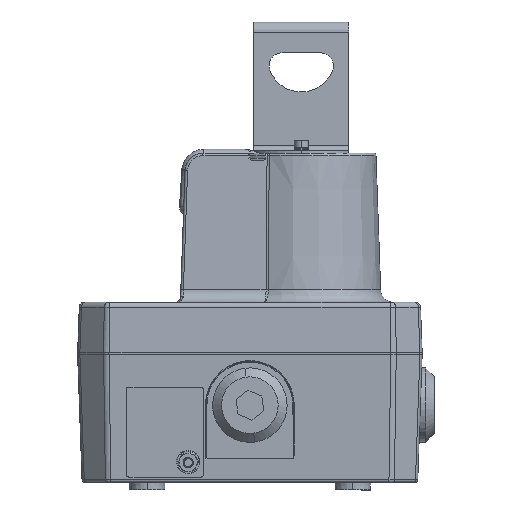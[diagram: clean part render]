
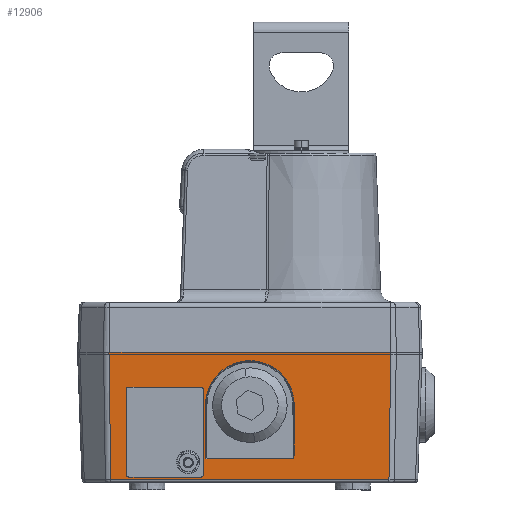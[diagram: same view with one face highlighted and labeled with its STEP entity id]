
A CAD part, left-side view. The second image highlights one B-rep face of the part: STEP entity #12906.
In plain terms, the highlighted planar face has unit normal (-0.999, 0, -0.035).
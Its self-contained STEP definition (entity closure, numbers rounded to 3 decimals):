
#326 = DIRECTION ( 'NONE',  ( 0., -1., 0. ) ) ;
#537 = CARTESIAN_POINT ( 'NONE',  ( -66.477, -16.544, 35.025 ) ) ;
#589 = EDGE_CURVE ( 'NONE', #32836, #38094, #1922, .T. ) ;
#756 = CARTESIAN_POINT ( 'NONE',  ( -66.755, 11.408, 42.995 ) ) ;
#1922 =( BOUNDED_CURVE ( )  B_SPLINE_CURVE ( 3, ( #7520, #24933, #34165, #3495 ),
 .UNSPECIFIED., .F., .T. ) 
 B_SPLINE_CURVE_WITH_KNOTS ( ( 4, 4 ),
 ( 5.105, 6.283 ),
 .UNSPECIFIED. ) 
 CURVE ( )  GEOMETRIC_REPRESENTATION_ITEM ( )  RATIONAL_B_SPLINE_CURVE ( ( 1., 0.888, 0.888, 1. ) ) 
 REPRESENTATION_ITEM ( '' )  );
#2155 = CARTESIAN_POINT ( 'NONE',  ( -66.755, -11.408, 42.995 ) ) ;
#2670 = EDGE_CURVE ( 'NONE', #9452, #25970, #28077, .T. ) ;
#2879 = VECTOR ( 'NONE', #19087, 1000. ) ;
#2890 = VERTEX_POINT ( 'NONE', #37941 ) ;
#3458 = CARTESIAN_POINT ( 'NONE',  ( -66.727, 12.295, 42.175 ) ) ;
#3495 = CARTESIAN_POINT ( 'NONE',  ( -65.571, -17.068, 9.087 ) ) ;
#3868 = CARTESIAN_POINT ( 'NONE',  ( -66.312, 17.252, 30.295 ) ) ;
#3996 = CARTESIAN_POINT ( 'NONE',  ( -65.288, -54.085, 0.965 ) ) ;
#4090 = CARTESIAN_POINT ( 'NONE',  ( -66.312, -17.252, 30.295 ) ) ;
#4309 = CARTESIAN_POINT ( 'NONE',  ( -66.593, -15.183, 38.356 ) ) ;
#4636 = AXIS2_PLACEMENT_3D ( 'NONE', #25670, #39379, #42543 ) ;
#6835 = CARTESIAN_POINT ( 'NONE',  ( -66.517, 16.186, 36.178 ) ) ;
#6901 = ORIENTED_EDGE ( 'NONE', *, *, #589, .T. ) ;
#7270 = CARTESIAN_POINT ( 'NONE',  ( -65.571, 17.318, 9.087 ) ) ;
#7474 = VERTEX_POINT ( 'NONE', #10652 ) ;
#7520 = CARTESIAN_POINT ( 'NONE',  ( -66.312, -17.252, 30.295 ) ) ;
#7975 = ORIENTED_EDGE ( 'NONE', *, *, #31255, .T. ) ;
#8622 = CARTESIAN_POINT ( 'NONE',  ( -66.755, 11.408, 42.995 ) ) ;
#9045 = EDGE_LOOP ( 'NONE', ( #7975, #21641, #6901, #21857, #13547, #15970 ) ) ;
#9281 = CARTESIAN_POINT ( 'NONE',  ( -66.965, 4.557, 49.005 ) ) ;
#9452 = VERTEX_POINT ( 'NONE', #3996 ) ;
#10652 = CARTESIAN_POINT ( 'NONE',  ( -67.017, 54.802, 50.5 ) ) ;
#10824 = CARTESIAN_POINT ( 'NONE',  ( -66.312, 17.252, 30.295 ) ) ;
#10825 = CARTESIAN_POINT ( 'NONE',  ( -66.354, 17.239, 31.501 ) ) ;
#11032 = CARTESIAN_POINT ( 'NONE',  ( -66.629, -14.573, 39.384 ) ) ;
#11355 = FACE_BOUND ( 'NONE', #9045, .T. ) ;
#11975 = CARTESIAN_POINT ( 'NONE',  ( -66.965, -4.557, 49.005 ) ) ;
#12183 = EDGE_CURVE ( 'NONE', #25174, #32836, #33081, .T. ) ;
#12625 = CARTESIAN_POINT ( 'NONE',  ( -66.312, -17.252, 30.295 ) ) ;
#12906 = ADVANCED_FACE ( 'NONE', ( #11355, #28590 ), #42760, .T. ) ;
#13547 = ORIENTED_EDGE ( 'NONE', *, *, #40800, .T. ) ;
#13762 = LINE ( 'NONE', #24013, #39531 ) ;
#14404 = CARTESIAN_POINT ( 'NONE',  ( -66.697, -13.132, 41.316 ) ) ;
#14656 = CARTESIAN_POINT ( 'NONE',  ( -67.001, -54.795, 50.018 ) ) ;
#14765 = VERTEX_POINT ( 'NONE', #16940 ) ;
#14848 = LINE ( 'NONE', #42672, #2879 ) ;
#14885 = EDGE_CURVE ( 'NONE', #38094, #20971, #28789, .T. ) ;
#15772 = CARTESIAN_POINT ( 'NONE',  ( -66.755, -11.408, 42.995 ) ) ;
#15970 = ORIENTED_EDGE ( 'NONE', *, *, #24386, .T. ) ;
#16940 = CARTESIAN_POINT ( 'NONE',  ( -66.755, 11.408, 42.995 ) ) ;
#17100 = CARTESIAN_POINT ( 'NONE',  ( -66.741, 11.862, 42.597 ) ) ;
#17294 = CARTESIAN_POINT ( 'NONE',  ( -67.017, -54.802, 50.5 ) ) ;
#17550 = CARTESIAN_POINT ( 'NONE',  ( -66.478, 16.57, 35.047 ) ) ;
#17613 = ORIENTED_EDGE ( 'NONE', *, *, #2670, .T. ) ;
#17964 = CARTESIAN_POINT ( 'NONE',  ( -66.728, -12.316, 42.199 ) ) ;
#18218 = ORIENTED_EDGE ( 'NONE', *, *, #30500, .F. ) ;
#18687 = CARTESIAN_POINT ( 'NONE',  ( -66.944, 54.772, 48.399 ) ) ;
#19087 = DIRECTION ( 'NONE',  ( 0., -1., 0. ) ) ;
#19498 = VECTOR ( 'NONE', #39766, 1000. ) ;
#20668 = CARTESIAN_POINT ( 'NONE',  ( -66.312, 17.252, 30.295 ) ) ;
#20883 = CARTESIAN_POINT ( 'NONE',  ( -66.664, 13.875, 40.372 ) ) ;
#20971 = VERTEX_POINT ( 'NONE', #27277 ) ;
#21169 = B_SPLINE_CURVE_WITH_KNOTS ( 'NONE', 3,
 ( #20668, #10825, #31207, #17550, #6835, #41545, #27402, #34572, #20883, #38195, #3458, #17100, #756 ),
 .UNSPECIFIED., .F., .F.,
 ( 4, 2, 2, 2, 1, 2, 4 ),
 ( 0., 0.004, 0.007, 0.009, 0.011, 0.013, 0.014 ),
 .UNSPECIFIED. ) ;
#21641 = ORIENTED_EDGE ( 'NONE', *, *, #12183, .T. ) ;
#21857 = ORIENTED_EDGE ( 'NONE', *, *, #14885, .T. ) ;
#22698 = CARTESIAN_POINT ( 'NONE',  ( -65.571, -56.037, 9.087 ) ) ;
#24013 = CARTESIAN_POINT ( 'NONE',  ( -67.017, 0., 50.5 ) ) ;
#24386 = EDGE_CURVE ( 'NONE', #37860, #14765, #21169, .T. ) ;
#24933 = CARTESIAN_POINT ( 'NONE',  ( -65.849, -17.387, 17.051 ) ) ;
#25174 = VERTEX_POINT ( 'NONE', #2155 ) ;
#25670 = CARTESIAN_POINT ( 'NONE',  ( -67., -56.037, 50. ) ) ;
#25970 = VERTEX_POINT ( 'NONE', #17294 ) ;
#26076 = DIRECTION ( 'NONE',  ( 0., 1., 0. ) ) ;
#27277 = CARTESIAN_POINT ( 'NONE',  ( -65.571, 17.068, 9.087 ) ) ;
#27392 = CARTESIAN_POINT ( 'NONE',  ( -66.396, -17.068, 32.694 ) ) ;
#27402 = CARTESIAN_POINT ( 'NONE',  ( -66.593, 15.153, 38.346 ) ) ;
#27820 = CARTESIAN_POINT ( 'NONE',  ( -66.333, -17.246, 30.898 ) ) ;
#28077 = LINE ( 'NONE', #14656, #39264 ) ;
#28590 = FACE_OUTER_BOUND ( 'NONE', #41182, .T. ) ;
#28789 = LINE ( 'NONE', #22698, #39494 ) ;
#29463 = ORIENTED_EDGE ( 'NONE', *, *, #40835, .T. ) ;
#29656 = LINE ( 'NONE', #18687, #19498 ) ;
#30500 = EDGE_CURVE ( 'NONE', #7474, #25970, #13762, .T. ) ;
#31207 = CARTESIAN_POINT ( 'NONE',  ( -66.396, 17.1, 32.695 ) ) ;
#31255 = EDGE_CURVE ( 'NONE', #14765, #25174, #32663, .T. ) ;
#31293 = EDGE_CURVE ( 'NONE', #7474, #2890, #29656, .T. ) ;
#32663 =( BOUNDED_CURVE ( )  B_SPLINE_CURVE ( 3, ( #8622, #9281, #11975, #15772 ),
 .UNSPECIFIED., .F., .T. ) 
 B_SPLINE_CURVE_WITH_KNOTS ( ( 4, 4 ),
 ( 2.422, 3.862 ),
 .UNSPECIFIED. ) 
 CURVE ( )  GEOMETRIC_REPRESENTATION_ITEM ( )  RATIONAL_B_SPLINE_CURVE ( ( 1., 0.835, 0.835, 1. ) ) 
 REPRESENTATION_ITEM ( '' )  );
#32836 = VERTEX_POINT ( 'NONE', #12625 ) ;
#32883 =( BOUNDED_CURVE ( )  B_SPLINE_CURVE ( 3, ( #37967, #7270, #41544, #10824 ),
 .UNSPECIFIED., .F., .T. ) 
 B_SPLINE_CURVE_WITH_KNOTS ( ( 4, 4 ),
 ( 3.141, 4.319 ),
 .UNSPECIFIED. ) 
 CURVE ( )  GEOMETRIC_REPRESENTATION_ITEM ( )  RATIONAL_B_SPLINE_CURVE ( ( 1., 0.888, 0.888, 1. ) ) 
 REPRESENTATION_ITEM ( '' )  );
#33081 = B_SPLINE_CURVE_WITH_KNOTS ( 'NONE', 3,
 ( #34342, #17964, #14404, #11032, #4309, #41759, #38187, #537, #37513, #27392, #34128, #27820, #4090 ),
 .UNSPECIFIED., .F., .F.,
 ( 4, 2, 2, 2, 1, 2, 4 ),
 ( 0., 0.004, 0.007, 0.009, 0.011, 0.013, 0.014 ),
 .UNSPECIFIED. ) ;
#34128 = CARTESIAN_POINT ( 'NONE',  ( -66.354, -17.207, 31.501 ) ) ;
#34165 = CARTESIAN_POINT ( 'NONE',  ( -65.571, -17.318, 9.087 ) ) ;
#34342 = CARTESIAN_POINT ( 'NONE',  ( -66.755, -11.408, 42.995 ) ) ;
#34572 = CARTESIAN_POINT ( 'NONE',  ( -66.629, 14.539, 39.378 ) ) ;
#35892 = CARTESIAN_POINT ( 'NONE',  ( -65.571, -17.068, 9.087 ) ) ;
#37344 = ORIENTED_EDGE ( 'NONE', *, *, #31293, .T. ) ;
#37513 = CARTESIAN_POINT ( 'NONE',  ( -66.437, -16.867, 33.873 ) ) ;
#37860 = VERTEX_POINT ( 'NONE', #3868 ) ;
#37941 = CARTESIAN_POINT ( 'NONE',  ( -65.288, 54.085, 0.965 ) ) ;
#37967 = CARTESIAN_POINT ( 'NONE',  ( -65.571, 17.068, 9.087 ) ) ;
#38094 = VERTEX_POINT ( 'NONE', #35892 ) ;
#38187 = CARTESIAN_POINT ( 'NONE',  ( -66.517, -16.159, 36.162 ) ) ;
#38195 = CARTESIAN_POINT ( 'NONE',  ( -66.696, 13.11, 41.292 ) ) ;
#38655 = DIRECTION ( 'NONE',  ( -0.035, -0.014, 0.999 ) ) ;
#39264 = VECTOR ( 'NONE', #38655, 1000. ) ;
#39379 = DIRECTION ( 'NONE',  ( -0.999, 0., -0.035 ) ) ;
#39494 = VECTOR ( 'NONE', #26076, 1000. ) ;
#39531 = VECTOR ( 'NONE', #326, 1000. ) ;
#39766 = DIRECTION ( 'NONE',  ( 0.035, -0.014, -0.999 ) ) ;
#40800 = EDGE_CURVE ( 'NONE', #20971, #37860, #32883, .T. ) ;
#40835 = EDGE_CURVE ( 'NONE', #2890, #9452, #14848, .T. ) ;
#41182 = EDGE_LOOP ( 'NONE', ( #37344, #29463, #17613, #18218 ) ) ;
#41544 = CARTESIAN_POINT ( 'NONE',  ( -65.849, 17.387, 17.051 ) ) ;
#41545 = CARTESIAN_POINT ( 'NONE',  ( -66.574, 15.435, 37.81 ) ) ;
#41759 = CARTESIAN_POINT ( 'NONE',  ( -66.536, -15.935, 36.724 ) ) ;
#42543 = DIRECTION ( 'NONE',  ( 0.035, 0., -0.999 ) ) ;
#42672 = CARTESIAN_POINT ( 'NONE',  ( -65.288, -54.071, 0.965 ) ) ;
#42760 = PLANE ( 'NONE',  #4636 ) ;
